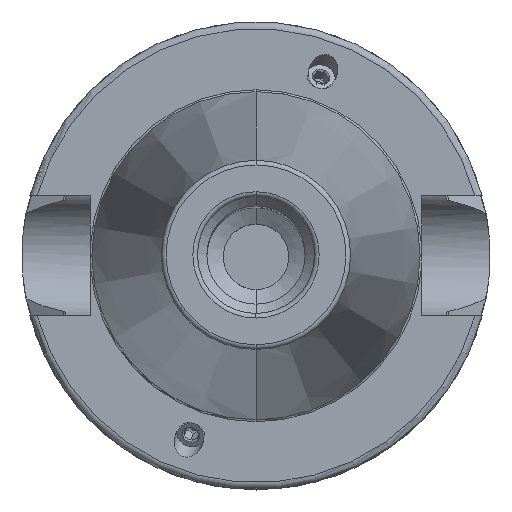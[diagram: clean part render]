
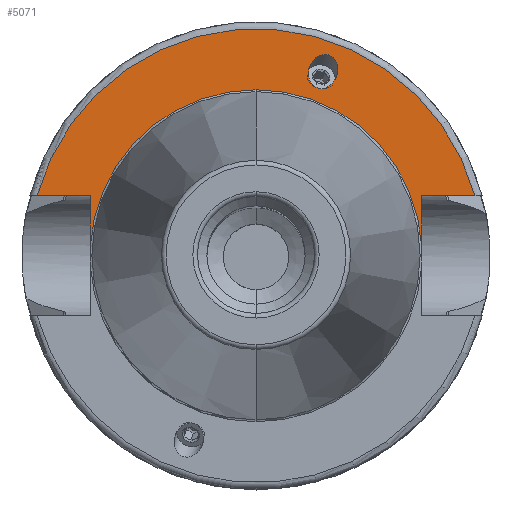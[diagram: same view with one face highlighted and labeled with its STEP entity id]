
A CAD part, top view. The second image highlights one B-rep face of the part: STEP entity #5071.
In plain terms, the highlighted planar face has unit normal (0, 0, 1).
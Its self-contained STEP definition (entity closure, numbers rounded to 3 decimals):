
#684=DIRECTION('',(1,0,0));
#685=VECTOR('',#684,11.367);
#686=CARTESIAN_POINT('',(-46.767,12.85,35));
#687=LINE('',#686,#685);
#688=DIRECTION('',(-1,0,0));
#689=VECTOR('',#688,11.367);
#690=CARTESIAN_POINT('',(46.767,12.85,35));
#691=LINE('',#690,#689);
#692=DIRECTION('',(0,-1,0));
#693=VECTOR('',#692,10.609);
#694=CARTESIAN_POINT('',(35.4,12.85,35));
#695=LINE('',#694,#693);
#696=DIRECTION('',(0,1,0));
#697=VECTOR('',#696,10.609);
#698=CARTESIAN_POINT('',(-35.4,2.241,35));
#699=LINE('',#698,#697);
#700=DIRECTION('',(-0.94,0.342,0));
#701=VECTOR('',#700,1.1);
#702=CARTESIAN_POINT('',(13.595,35.744,35));
#703=LINE('',#702,#701);
#714=CARTESIAN_POINT('',(0,0,35));
#715=DIRECTION('',(0,0,1));
#716=DIRECTION('',(0,1,0));
#717=AXIS2_PLACEMENT_3D('',#714,#715,#716);
#745=CARTESIAN_POINT('',(0,0,35));
#746=DIRECTION('',(0,0,-1));
#747=DIRECTION('',(0,1,0));
#748=AXIS2_PLACEMENT_3D('',#745,#746,#747);
#814=CARTESIAN_POINT('',(0,0,35));
#815=DIRECTION('',(0,0,1));
#816=DIRECTION('',(0.964,0.265,0));
#817=AXIS2_PLACEMENT_3D('',#814,#815,#816);
#3208=CARTESIAN_POINT('',(12.561,36.12,35));
#3209=CARTESIAN_POINT('',(12.346,36.257,35));
#3210=CARTESIAN_POINT('',(11.901,36.63,35));
#3211=CARTESIAN_POINT('',(11.324,37.62,35));
#3212=CARTESIAN_POINT('',(11.096,39.085,35));
#3213=CARTESIAN_POINT('',(11.491,40.778,35));
#3214=CARTESIAN_POINT('',(12.488,42.174,35));
#3215=CARTESIAN_POINT('',(13.713,42.92,35));
#3216=CARTESIAN_POINT('',(14.625,43.055,35));
#3217=CARTESIAN_POINT('',(15.229,42.988,35));
#3218=CARTESIAN_POINT('',(15.607,42.881,35));
#3219=CARTESIAN_POINT('',(15.966,42.72,35));
#3220=CARTESIAN_POINT('',(16.472,42.383,35));
#3221=CARTESIAN_POINT('',(17.084,41.693,35));
#3222=CARTESIAN_POINT('',(17.543,40.334,35));
#3223=CARTESIAN_POINT('',(17.409,38.625,35));
#3224=CARTESIAN_POINT('',(16.623,37.074,35));
#3225=CARTESIAN_POINT('',(15.507,36.098,35));
#3226=CARTESIAN_POINT('',(14.429,35.711,35));
#3227=CARTESIAN_POINT('',(13.848,35.711,35));
#3228=CARTESIAN_POINT('',(13.595,35.744,35));
#3670=CARTESIAN_POINT('',(-46.767,12.85,35));
#3671=CARTESIAN_POINT('',(-35.4,12.85,35));
#3672=VERTEX_POINT('',#3670);
#3673=VERTEX_POINT('',#3671);
#3674=CARTESIAN_POINT('',(35.4,12.85,35));
#3675=CARTESIAN_POINT('',(35.4,2.241,35));
#3676=VERTEX_POINT('',#3674);
#3677=VERTEX_POINT('',#3675);
#3682=CARTESIAN_POINT('',(46.767,12.85,35));
#3683=VERTEX_POINT('',#3682);
#3728=CARTESIAN_POINT('',(0,35.471,35));
#3730=VERTEX_POINT('',#3728);
#3740=CARTESIAN_POINT('',(-35.4,2.241,35));
#3741=VERTEX_POINT('',#3740);
#3744=CARTESIAN_POINT('',(13.595,35.744,35));
#3745=CARTESIAN_POINT('',(12.561,36.12,35));
#3746=VERTEX_POINT('',#3744);
#3747=VERTEX_POINT('',#3745);
#5046=CARTESIAN_POINT('',(0,0,35));
#5047=DIRECTION('',(0,0,-1));
#5048=DIRECTION('',(0,-1,0));
#5049=AXIS2_PLACEMENT_3D('',#5046,#5047,#5048);
#5050=PLANE('',#5049);
#5051=ORIENTED_EDGE('',*,*,#4861,.F.);
#5053=ORIENTED_EDGE('',*,*,#5052,.F.);
#5055=ORIENTED_EDGE('',*,*,#5054,.T.);
#5057=ORIENTED_EDGE('',*,*,#5056,.T.);
#5059=ORIENTED_EDGE('',*,*,#5058,.F.);
#5061=ORIENTED_EDGE('',*,*,#5060,.T.);
#5062=ORIENTED_EDGE('',*,*,#4834,.T.);
#5063=EDGE_LOOP('',(#5051,#5053,#5055,#5057,#5059,#5061,#5062));
#5064=FACE_OUTER_BOUND('',#5063,.F.);
#5066=ORIENTED_EDGE('',*,*,#5065,.F.);
#5068=ORIENTED_EDGE('',*,*,#5067,.F.);
#5069=EDGE_LOOP('',(#5066,#5068));
#5070=FACE_BOUND('',#5069,.F.);
#5071=ADVANCED_FACE('',(#5064,#5070),#5050,.F.);
#718=CIRCLE('',#717,35.471);
#749=CIRCLE('',#748,35.471);
#818=CIRCLE('',#817,48.5);
#3229=B_SPLINE_CURVE_WITH_KNOTS('',3,(#3208,#3209,#3210,#3211,#3212,#3213,#3214,
#3215,#3216,#3217,#3218,#3219,#3220,#3221,#3222,#3223,#3224,#3225,#3226,#3227,
#3228),.UNSPECIFIED.,.F.,.F.,(4,1,1,1,1,1,1,1,1,1,1,1,1,1,1,1,1,1,4),(0,
0.063,0.125,0.188,0.25,0.313,0.375,0.438,0.469,0.5,
0.531,0.563,0.625,0.688,0.75,0.813,0.875,0.938,1),
.UNSPECIFIED.);
#4834=EDGE_CURVE('',#3741,#3673,#699,.T.);
#4861=EDGE_CURVE('',#3672,#3673,#687,.T.);
#5052=EDGE_CURVE('',#3683,#3672,#818,.T.);
#5054=EDGE_CURVE('',#3683,#3676,#691,.T.);
#5056=EDGE_CURVE('',#3676,#3677,#695,.T.);
#5058=EDGE_CURVE('',#3730,#3677,#749,.T.);
#5060=EDGE_CURVE('',#3730,#3741,#718,.T.);
#5065=EDGE_CURVE('',#3746,#3747,#703,.T.);
#5067=EDGE_CURVE('',#3747,#3746,#3229,.T.);
